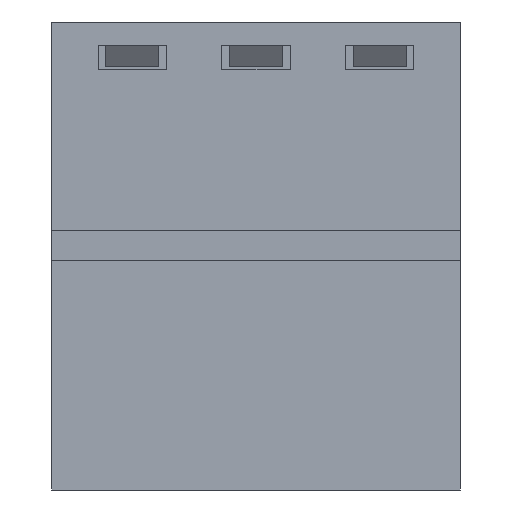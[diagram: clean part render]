
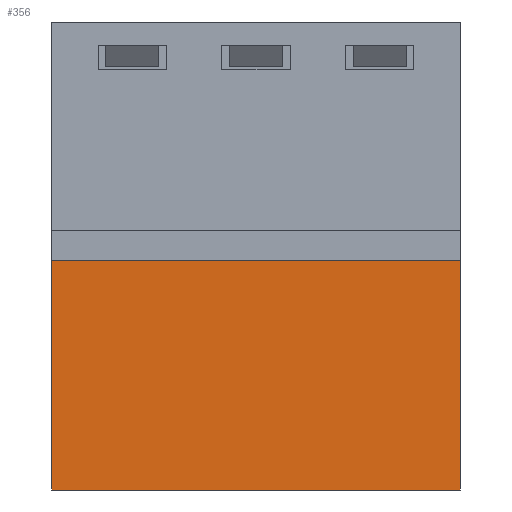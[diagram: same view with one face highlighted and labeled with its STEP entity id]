
A CAD part, front view. The second image highlights one B-rep face of the part: STEP entity #356.
In plain terms, the highlighted planar face has unit normal (0, -1, 0).
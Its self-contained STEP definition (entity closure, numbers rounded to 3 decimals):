
#356 = ADVANCED_FACE( '', ( #936 ), #937, .F. );
#936 = FACE_OUTER_BOUND( '', #1765, .T. );
#937 = PLANE( '', #1766 );
#1765 = EDGE_LOOP( '', ( #2869, #2870, #2871, #2872 ) );
#1766 = AXIS2_PLACEMENT_3D( '', #2873, #2874, #2875 );
#2869 = ORIENTED_EDGE( '', *, *, #5119, .F. );
#2870 = ORIENTED_EDGE( '', *, *, #5018, .F. );
#2871 = ORIENTED_EDGE( '', *, *, #5120, .T. );
#2872 = ORIENTED_EDGE( '', *, *, #5121, .T. );
#2873 = CARTESIAN_POINT( '', ( 96.058, 104.954, 210.129 ) );
#2874 = DIRECTION( '', ( 0., 1., 0. ) );
#2875 = DIRECTION( '', ( 1., 0., 0. ) );
#5018 = EDGE_CURVE( '', #6085, #6087, #6088, .T. );
#5119 = EDGE_CURVE( '', #6087, #6259, #6260, .T. );
#5120 = EDGE_CURVE( '', #6085, #6261, #6262, .T. );
#5121 = EDGE_CURVE( '', #6261, #6259, #6263, .T. );
#6085 = VERTEX_POINT( '', #7590 );
#6087 = VERTEX_POINT( '', #7593 );
#6088 = LINE( '', #7594, #7595 );
#6259 = VERTEX_POINT( '', #7838 );
#6260 = LINE( '', #7839, #7840 );
#6261 = VERTEX_POINT( '', #7841 );
#6262 = LINE( '', #7842, #7843 );
#6263 = LINE( '', #7844, #7845 );
#7590 = CARTESIAN_POINT( '', ( 71.408, 104.954, 219.529 ) );
#7593 = CARTESIAN_POINT( '', ( 71.408, 104.954, 210.129 ) );
#7594 = CARTESIAN_POINT( '', ( 71.408, 104.954, 210.129 ) );
#7595 = VECTOR( '', #9348, 1000. );
#7838 = CARTESIAN_POINT( '', ( 54.668, 104.954, 210.129 ) );
#7839 = CARTESIAN_POINT( '', ( 96.058, 104.954, 210.129 ) );
#7840 = VECTOR( '', #9454, 1000. );
#7841 = CARTESIAN_POINT( '', ( 54.668, 104.954, 219.529 ) );
#7842 = CARTESIAN_POINT( '', ( 85.898, 104.954, 219.529 ) );
#7843 = VECTOR( '', #9455, 1000. );
#7844 = CARTESIAN_POINT( '', ( 54.668, 104.954, 210.129 ) );
#7845 = VECTOR( '', #9456, 1000. );
#9348 = DIRECTION( '', ( 0., 0., -1. ) );
#9454 = DIRECTION( '', ( -1., 0., 0. ) );
#9455 = DIRECTION( '', ( -1., 0., 0. ) );
#9456 = DIRECTION( '', ( 0., 0., -1. ) );
